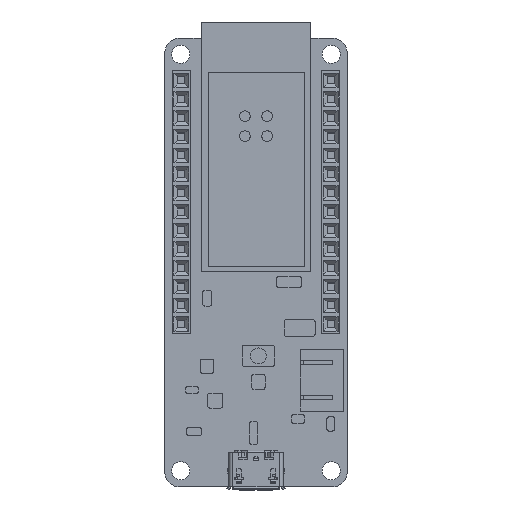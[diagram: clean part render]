
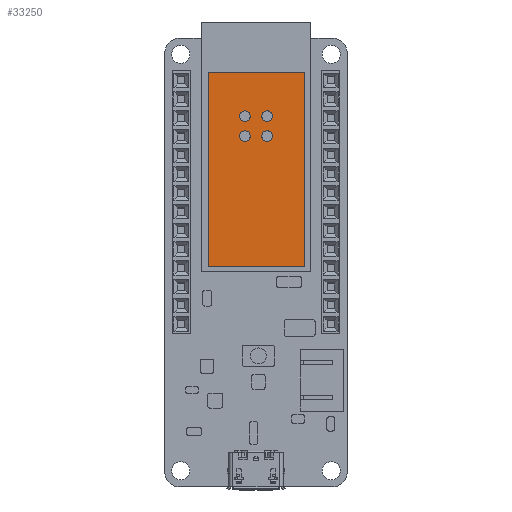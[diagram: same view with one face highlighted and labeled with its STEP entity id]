
A CAD part, top view. The second image highlights one B-rep face of the part: STEP entity #33250.
In plain terms, the highlighted planar face has unit normal (0, 0, 1).
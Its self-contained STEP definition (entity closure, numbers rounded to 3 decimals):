
#101=FACE_BOUND('',#6017,.T.);
#102=FACE_BOUND('',#6018,.T.);
#103=FACE_BOUND('',#6019,.T.);
#104=FACE_BOUND('',#6020,.T.);
#2438=CIRCLE('',#36433,0.736);
#2440=CIRCLE('',#36440,0.736);
#2442=CIRCLE('',#36443,0.736);
#2444=CIRCLE('',#36446,0.736);
#4056=FACE_OUTER_BOUND('',#6016,.T.);
#6016=EDGE_LOOP('',(#27699,#27700,#27701,#27702));
#6017=EDGE_LOOP('',(#27703));
#6018=EDGE_LOOP('',(#27704));
#6019=EDGE_LOOP('',(#27705));
#6020=EDGE_LOOP('',(#27706));
#8890=LINE('',#56128,#11960);
#8892=LINE('',#56132,#11962);
#8894=LINE('',#56136,#11964);
#8895=LINE('',#56138,#11965);
#11960=VECTOR('',#45126,13.187);
#11962=VECTOR('',#45130,26.658);
#11964=VECTOR('',#45134,13.187);
#11965=VECTOR('',#45137,26.658);
#14915=VERTEX_POINT('',#56118);
#14917=VERTEX_POINT('',#56124);
#14918=VERTEX_POINT('',#56126);
#14919=VERTEX_POINT('',#56130);
#14920=VERTEX_POINT('',#56134);
#14921=VERTEX_POINT('',#56140);
#14923=VERTEX_POINT('',#56146);
#14925=VERTEX_POINT('',#56152);
#19213=EDGE_CURVE('',#14915,#14915,#2438,.T.);
#19218=EDGE_CURVE('',#14917,#14918,#8890,.T.);
#19220=EDGE_CURVE('',#14919,#14917,#8892,.T.);
#19222=EDGE_CURVE('',#14920,#14919,#8894,.T.);
#19223=EDGE_CURVE('',#14918,#14920,#8895,.T.);
#19224=EDGE_CURVE('',#14921,#14921,#2440,.T.);
#19227=EDGE_CURVE('',#14923,#14923,#2442,.T.);
#19230=EDGE_CURVE('',#14925,#14925,#2444,.T.);
#27699=ORIENTED_EDGE('',*,*,#19223,.T.);
#27700=ORIENTED_EDGE('',*,*,#19222,.T.);
#27701=ORIENTED_EDGE('',*,*,#19220,.T.);
#27702=ORIENTED_EDGE('',*,*,#19218,.T.);
#27703=ORIENTED_EDGE('',*,*,#19213,.F.);
#27704=ORIENTED_EDGE('',*,*,#19230,.F.);
#27705=ORIENTED_EDGE('',*,*,#19227,.F.);
#27706=ORIENTED_EDGE('',*,*,#19224,.F.);
#29506=PLANE('',#36445);
#33250=ADVANCED_FACE('',(#4056,#101,#102,#103,#104),#29506,.T.);
#36433=AXIS2_PLACEMENT_3D('',#56119,#45117,#45118);
#36440=AXIS2_PLACEMENT_3D('',#56141,#45140,#45141);
#36443=AXIS2_PLACEMENT_3D('',#56147,#45147,#45148);
#36445=AXIS2_PLACEMENT_3D('',#56151,#45152,#45153);
#36446=AXIS2_PLACEMENT_3D('',#56153,#45154,#45155);
#45117=DIRECTION('center_axis',(0.,0.,1.));
#45118=DIRECTION('ref_axis',(0.,1.,0.));
#45126=DIRECTION('',(-1.,0.,0.));
#45130=DIRECTION('',(0.,1.,0.));
#45134=DIRECTION('',(1.,0.,0.));
#45137=DIRECTION('',(0.,-1.,0.));
#45140=DIRECTION('center_axis',(0.,0.,1.));
#45141=DIRECTION('ref_axis',(0.,-1.,0.));
#45147=DIRECTION('center_axis',(0.,0.,1.));
#45148=DIRECTION('ref_axis',(0.,-1.,0.));
#45152=DIRECTION('center_axis',(0.,0.,1.));
#45153=DIRECTION('ref_axis',(0.,-1.,0.));
#45154=DIRECTION('center_axis',(0.,0.,1.));
#45155=DIRECTION('ref_axis',(0.,1.,0.));
#56118=CARTESIAN_POINT('',(-1.516,14.361,10.278));
#56119=CARTESIAN_POINT('Origin',(-1.516,15.097,10.278));
#56124=CARTESIAN_POINT('',(6.617,21.091,10.278));
#56126=CARTESIAN_POINT('',(-6.57,21.091,10.278));
#56128=CARTESIAN_POINT('',(6.617,21.091,10.278));
#56130=CARTESIAN_POINT('',(6.617,-5.566,10.278));
#56132=CARTESIAN_POINT('',(6.617,-5.566,10.278));
#56134=CARTESIAN_POINT('',(-6.57,-5.566,10.278));
#56136=CARTESIAN_POINT('',(-6.57,-5.566,10.278));
#56138=CARTESIAN_POINT('',(-6.57,21.091,10.278));
#56140=CARTESIAN_POINT('',(1.521,14.361,10.278));
#56141=CARTESIAN_POINT('Origin',(1.521,15.097,10.278));
#56146=CARTESIAN_POINT('',(-1.516,11.625,10.278));
#56147=CARTESIAN_POINT('Origin',(-1.516,12.361,10.278));
#56151=CARTESIAN_POINT('Origin',(0.,-4.972,
10.278));
#56152=CARTESIAN_POINT('',(1.521,11.625,10.278));
#56153=CARTESIAN_POINT('Origin',(1.521,12.361,10.278));
